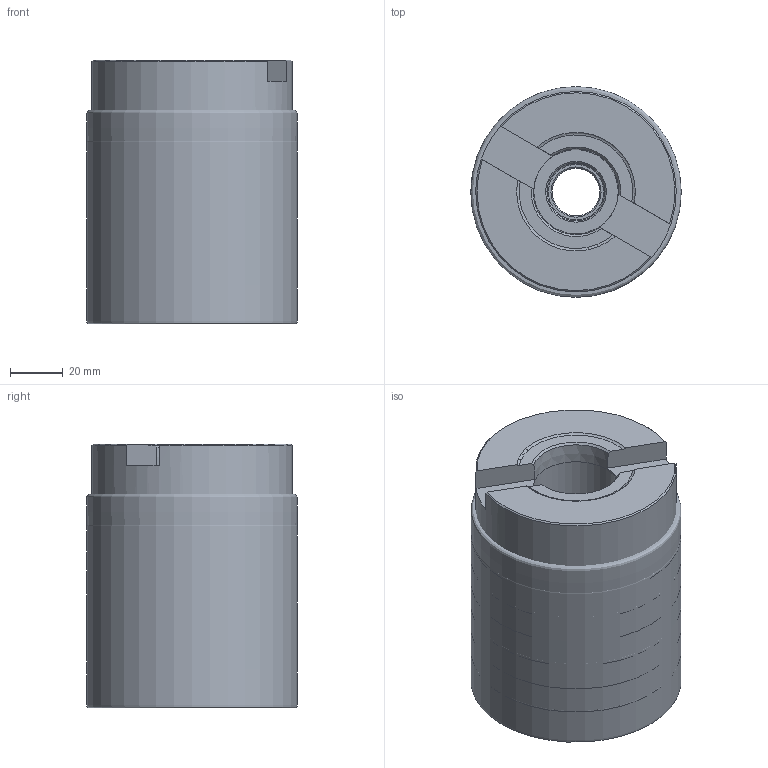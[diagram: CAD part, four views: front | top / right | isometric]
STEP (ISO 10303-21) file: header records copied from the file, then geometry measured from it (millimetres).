
FILE_DESCRIPTION(/* description */ (''),/* implementation_level */ '2;1');
FILE_NAME(/* name */ 'R220.82-0080-079-SNXO16.6A_Basic.stp',/* time_stamp */ '2022-03-22T14:26:07+06:00',/* author */ (''),/* organization */ (''),/* preprocessor_version */ 'ST-DEVELOPER v16.7',/* originating_system */ 'SIEMENS PLM Software NX 12.0',/* authorisation */ '');
FILE_SCHEMA (('AUTOMOTIVE_DESIGN { 1 0 10303 214 3 1 1 1 }'));
Length unit declared in the file: millimetre
Products named in the file (4): CUT; NOCUT; ASSEMBLY_CONSTRUCTION; A2425983_stp_stp
Assembly tree (3 placements, depth 2):
  A2425983_stp_stp
    ASSEMBLY_CONSTRUCTION
    NOCUT
    CUT
Bounding box: 79.77 x 79.82 x 100 mm (x, y, z)
Surface area: 115696.4 mm2
Topology: 8 solids, 8 shells, 46 faces, 120 edges, 137 vertices
Faces by surface type: cone 15, plane 13, revolution 7, torus 6, cylinder 5
Full cylindrical faces by diameter (mm): 18 x1, 22 x1, 32.008 x1, 34 x1, 76 x1
Entity records: 2806 total; most frequent: CARTESIAN_POINT 1087, DIRECTION 303, ORIENTED_EDGE 140, AXIS2_PLACEMENT_3D 140, STYLED_ITEM 134, PRESENTATION_STYLE_ASSIGNMENT 134, EDGE_CURVE 70, CURVE_STYLE 66
